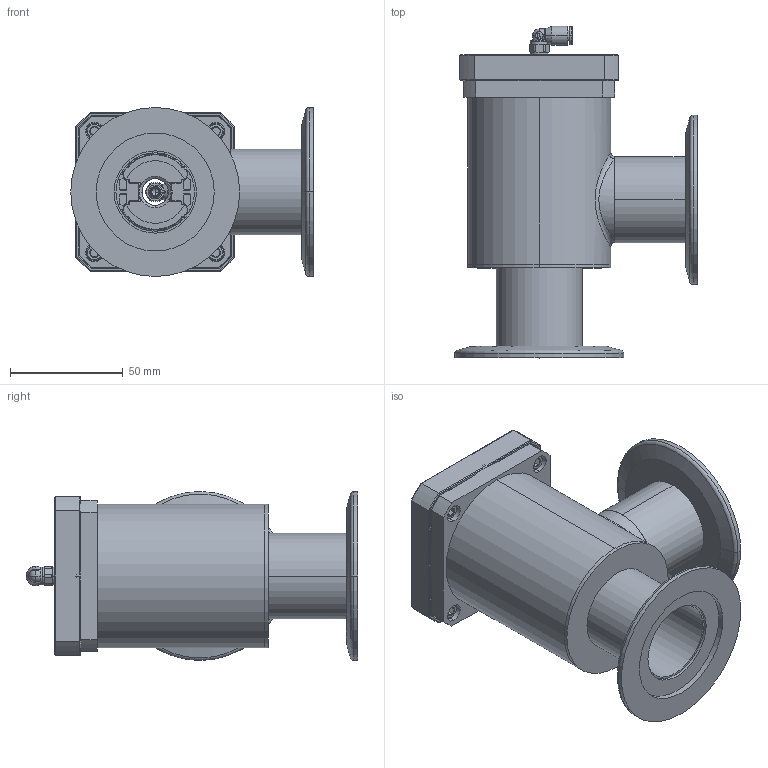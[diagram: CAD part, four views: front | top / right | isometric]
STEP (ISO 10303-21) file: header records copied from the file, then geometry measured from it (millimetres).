
FILE_DESCRIPTION (( 'STEP AP214' ), '1' );
FILE_NAME ('NAP-S05100.STEP', '2023-06-12T17:46:52', ( '' ), ( '' ), 'SwSTEP 2.0', 'SolidWorks 2020', '' );
FILE_SCHEMA (( 'AUTOMOTIVE_DESIGN' ));
Length unit declared in the file: inch
Products named in the file (1): NAP-S05100
Bounding box: 107.57 x 147.18 x 74.93 mm (x, y, z)
Volume: 126456.9 mm3; surface area: 119515.8 mm2
Topology: 24 solids, 24 shells, 1840 faces, 4958 edges, 3218 vertices
Faces by surface type: plane 624, cylinder 544, cone 488, bspline 125, torus 56, sphere 3
Entity records: 95733 total; most frequent: CARTESIAN_POINT 27539, ORIENTED_EDGE 9912, DIRECTION 8581, EDGE_CURVE 4956, AXIS2_PLACEMENT_3D 3264, VERTEX_POINT 3218, VECTOR 2053, LINE 2053
